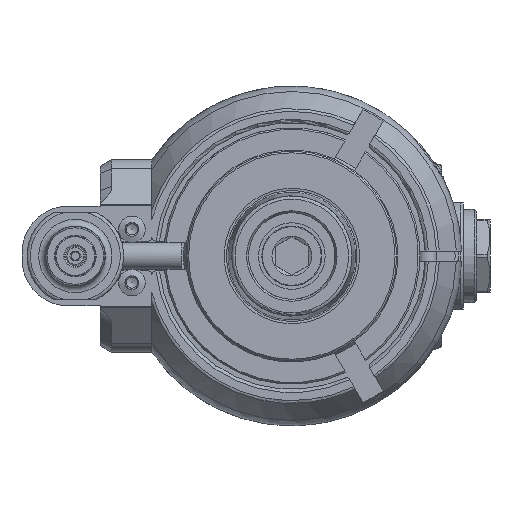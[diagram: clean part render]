
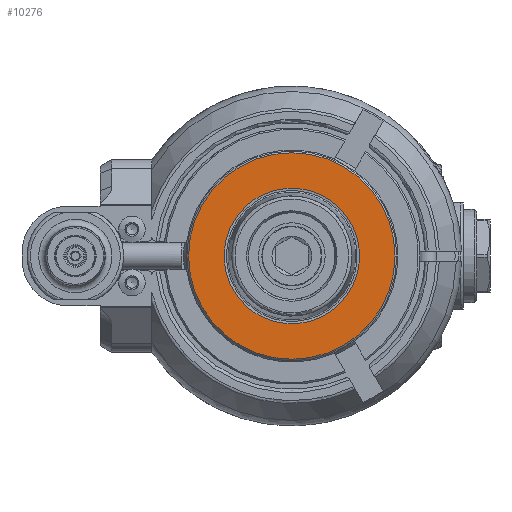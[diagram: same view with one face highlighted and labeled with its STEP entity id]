
A CAD part, left-side view. The second image highlights one B-rep face of the part: STEP entity #10276.
In plain terms, the highlighted planar face has unit normal (-1, 0, 0).
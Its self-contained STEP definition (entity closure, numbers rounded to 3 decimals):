
#1892=FACE_BOUND('',#3246,.T.);
#2092=PLANE('',#11379);
#2594=FACE_OUTER_BOUND('',#3245,.T.);
#3245=EDGE_LOOP('',(#8933));
#3246=EDGE_LOOP('',(#8934));
#3914=CIRCLE('',#11378,31.);
#3915=CIRCLE('',#11380,20.355);
#4888=VERTEX_POINT('',#20950);
#4889=VERTEX_POINT('',#20954);
#6300=EDGE_CURVE('',#4888,#4888,#3914,.T.);
#6301=EDGE_CURVE('',#4889,#4889,#3915,.T.);
#8933=ORIENTED_EDGE('',*,*,#6300,.T.);
#8934=ORIENTED_EDGE('',*,*,#6301,.T.);
#10276=ADVANCED_FACE('',(#2594,#1892),#2092,.T.);
#11378=AXIS2_PLACEMENT_3D('',#20952,#14031,#14032);
#11379=AXIS2_PLACEMENT_3D('',#20953,#14033,#14034);
#11380=AXIS2_PLACEMENT_3D('',#20955,#14035,#14036);
#14031=DIRECTION('center_axis',(-1.,0.,0.));
#14032=DIRECTION('ref_axis',(0.,1.,0.));
#14033=DIRECTION('center_axis',(-1.,0.,0.));
#14034=DIRECTION('ref_axis',(0.,1.,0.));
#14035=DIRECTION('center_axis',(1.,0.,0.));
#14036=DIRECTION('ref_axis',(0.,-0.707,0.707));
#20950=CARTESIAN_POINT('',(-79.,31.,0.));
#20952=CARTESIAN_POINT('Origin',(-79.,0.,0.));
#20953=CARTESIAN_POINT('Origin',(-79.,-25.195,0.));
#20954=CARTESIAN_POINT('',(-79.,14.393,-14.393));
#20955=CARTESIAN_POINT('Origin',(-79.,0.,0.));
